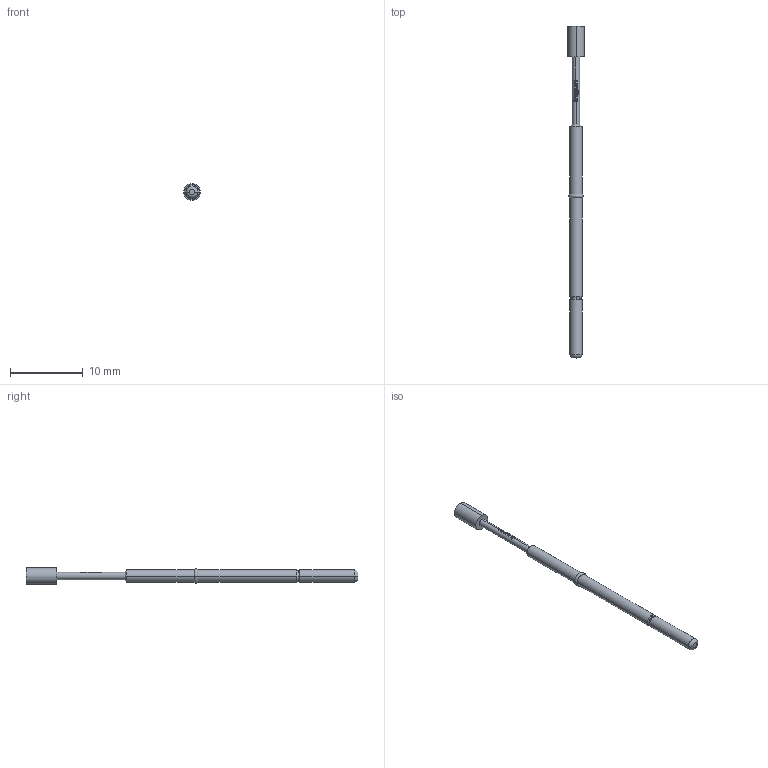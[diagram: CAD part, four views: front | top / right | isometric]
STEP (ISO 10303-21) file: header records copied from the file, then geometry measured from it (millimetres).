
FILE_DESCRIPTION (( 'STEP AP203' ), '1' );
FILE_NAME ('INGUN_GKS-412_003_230_A_xx10.STEP', '2020-11-02T07:39:46', ( '' ), ( '' ), 'SwSTEP 2.0', 'SolidWorks 2018', '' );
FILE_SCHEMA (( 'CONFIG_CONTROL_DESIGN' ));
Length unit declared in the file: millimetre
Products named in the file (1): INGUN_GKS-412_003_230_A_xx10
Bounding box: 2.3 x 45.6 x 2.3 mm (x, y, z)
Volume: 90.3 mm3; surface area: 241.7 mm2
Topology: 1 solids, 1 shells, 102 faces, 277 edges, 179 vertices
Faces by surface type: bspline 57, cylinder 22, plane 9, torus 8, cone 6
Entity records: 4302 total; most frequent: CARTESIAN_POINT 2202, ORIENTED_EDGE 550, EDGE_CURVE 275, DIRECTION 207, B_SPLINE_CURVE_WITH_KNOTS 204, VERTEX_POINT 179, EDGE_LOOP 106, FACE_OUTER_BOUND 102
